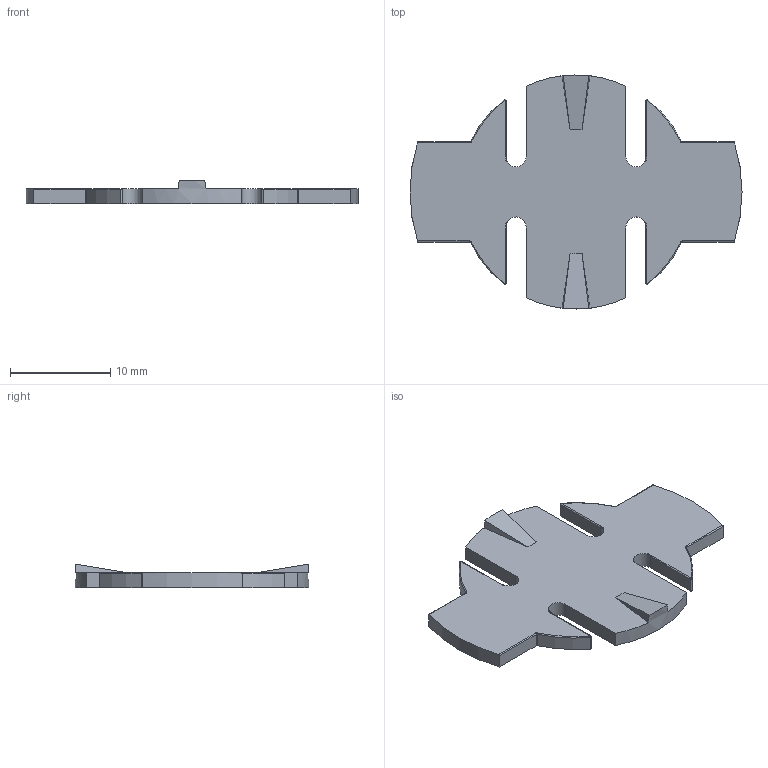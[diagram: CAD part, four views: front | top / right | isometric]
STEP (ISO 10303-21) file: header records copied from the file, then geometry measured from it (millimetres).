
FILE_DESCRIPTION(('STEP AP214'),'1');
FILE_NAME('Garmin quarter turn socket 2.stp','2020-11-18T14:46:04',('Paul Barnard'),(''),'Spatial InterOp 3D',' ',' ');
FILE_SCHEMA(('AUTOMOTIVE_DESIGN { 1 0 10303 214 1 1 1 1 }'));
Length unit declared in the file: inch
Products named in the file (1): Body6
Bounding box: 33.2 x 23.4 x 2.4 mm (x, y, z)
Volume: 718.3 mm3; surface area: 1177 mm2
Topology: 1 solids, 1 shells, 68 faces, 175 edges, 105 vertices
Faces by surface type: cylinder 28, plane 24, torus 12, sphere 4
Entity records: 2628 total; most frequent: CARTESIAN_POINT 381, DIRECTION 381, ORIENTED_EDGE 342, EDGE_CURVE 171, AXIS2_PLACEMENT_3D 149, VERTEX_POINT 105, LINE 83, VECTOR 83
